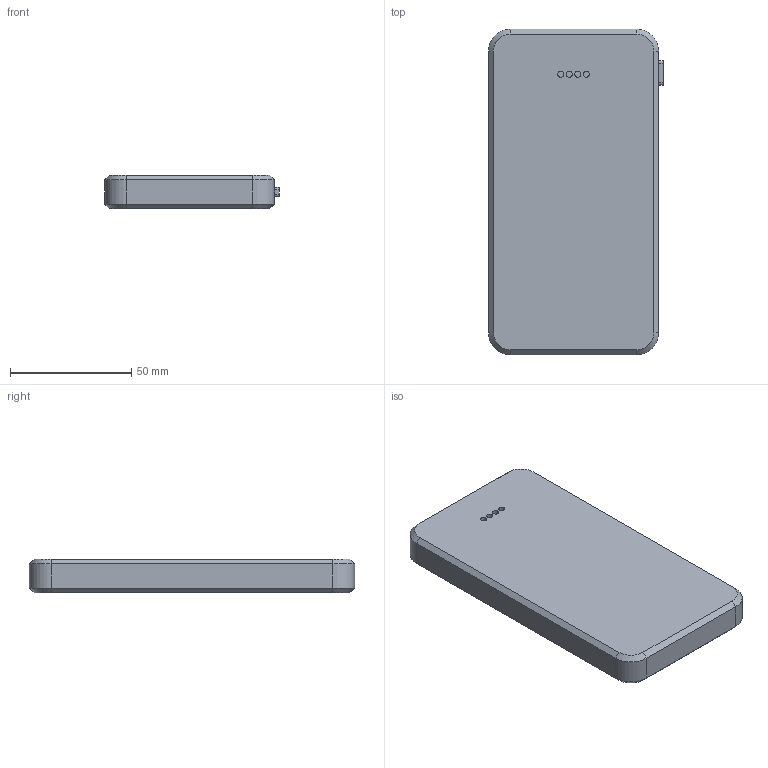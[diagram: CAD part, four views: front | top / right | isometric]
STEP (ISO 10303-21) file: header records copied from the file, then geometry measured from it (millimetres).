
FILE_DESCRIPTION(/* description */ (''),/* implementation_level */ '2;1');
FILE_NAME(/* name */ 'powerbank1.stp',/* time_stamp */ '2024-07-02T22:17:40+05:00',/* author */ (''),/* organization */ (''),/* preprocessor_version */ 'ST-DEVELOPER v16.7',/* originating_system */ 'SIEMENS PLM Software NX 12.0',/* authorisation */ '');
FILE_SCHEMA (('AUTOMOTIVE_DESIGN { 1 0 10303 214 3 1 1 1 }'));
Bounding box: 72 x 134 x 14 mm (x, y, z)
Volume: 125724.9 mm3; surface area: 62214.7 mm2
Topology: 3 solids, 3 shells, 151 faces, 408 edges, 272 vertices
Faces by surface type: plane 115, cylinder 28, cone 8
Full cylindrical faces by diameter (mm): 2.5 x4
Entity records: 4788 total; most frequent: CRTPNT 831, ORNEDG 808, DRCTN 786, EDGCRV 404, LINE 332, VECTOR 332, VRTPNT 272, A2PL3D 227
